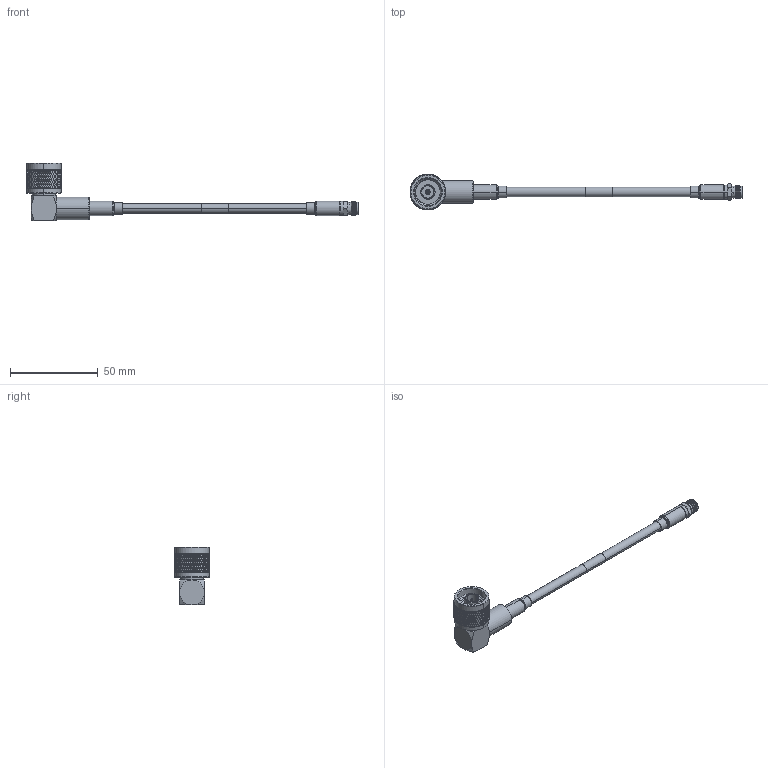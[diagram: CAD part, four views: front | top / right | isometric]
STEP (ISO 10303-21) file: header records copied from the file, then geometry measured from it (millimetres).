
FILE_DESCRIPTION (( 'STEP AP203' ), '1' );
FILE_NAME ('FMCA2746.STEP', '2022-03-09T18:49:37', ( '' ), ( '' ), 'SwSTEP 2.0', 'SolidWorks 2021', '' );
FILE_SCHEMA (( 'CONFIG_CONTROL_DESIGN' ));
Products named in the file (8): PE4412-MA1; CA-240-MA1_.75" Long; FMCA2746; FMCN1384; PE4412-MA2; PE4412-MA3; RG223_with label; FMCN1747___
Assembly tree (8 placements, depth 3):
  FMCA2746
    RG223_with label
    FMCN1747___
      PE4412-MA1
      PE4412-MA2
      PE4412-MA3
    CA-240-MA1_.75" Long  x2
    FMCN1384
Bounding box: 188.95 x 20.32 x 32.95 mm (x, y, z)
Volume: 12967.4 mm3; surface area: 11525.1 mm2
Topology: 9 solids, 9 shells, 3638 faces, 7789 edges, 4183 vertices
Faces by surface type: bspline 2638, cylinder 746, plane 147, cone 87, torus 20
Entity records: 189014 total; most frequent: CARTESIAN_POINT 140344, ORIENTED_EDGE 15482, EDGE_CURVE 7741, VERTEX_POINT 4159, EDGE_LOOP 3646, FACE_OUTER_BOUND 3616, ADVANCED_FACE 3616, DIRECTION 3168
